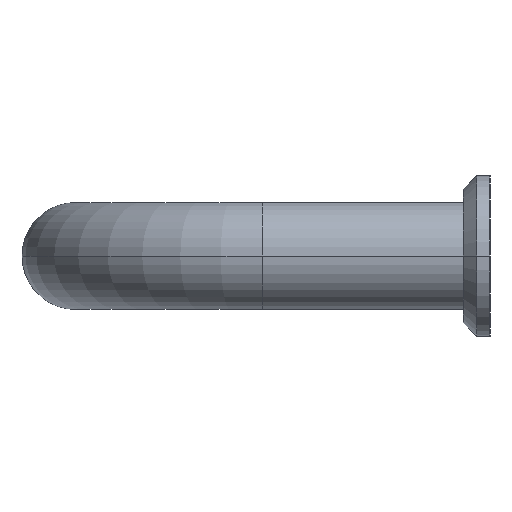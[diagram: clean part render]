
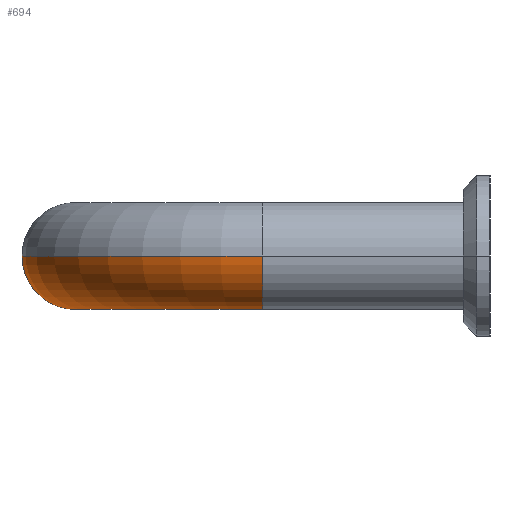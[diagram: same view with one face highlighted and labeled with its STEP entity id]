
A CAD part, left-side view. The second image highlights one B-rep face of the part: STEP entity #694.
In plain terms, the highlighted toroidal (fillet/blend) face has major radius 14 mm and minor radius 4 mm.
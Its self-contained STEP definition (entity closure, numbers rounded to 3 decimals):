
#286=EDGE_CURVE('',#394,#506,#792,.T.);
#296=VERTEX_POINT('',#805);
#394=VERTEX_POINT('',#912);
#458=VERTEX_POINT('',#985);
#502=VERTEX_POINT('',#1032);
#506=VERTEX_POINT('',#1036);
#628=EDGE_CURVE('',#458,#296,#1180,.T.);
#664=EDGE_CURVE('',#296,#502,#1222,.T.);
#694=ADVANCED_FACE('',(#1256),#1257,.T.);
#712=EDGE_CURVE('',#394,#502,#1275,.T.);
#756=EDGE_CURVE('',#506,#458,#1326,.T.);
#792=CIRCLE('',#1358,10.0);
#805=CARTESIAN_POINT('',(14.0,35.0,0.));
#912=CARTESIAN_POINT('',(4.0,17.0,0.0));
#985=CARTESIAN_POINT('',(14.0,31.0,-4.0));
#1032=CARTESIAN_POINT('',(-4.0,17.0,0.));
#1036=CARTESIAN_POINT('',(14.0,27.0,0.));
#1180=CIRCLE('',#1859,4.0);
#1222=CIRCLE('',#1915,18.0);
#1256=FACE_OUTER_BOUND('',#1956,.T.);
#1257=TOROIDAL_SURFACE('',#1957,14.0,4.0);
#1275=CIRCLE('',#1983,4.0);
#1326=CIRCLE('',#2045,4.0);
#1358=AXIS2_PLACEMENT_3D('',#2062,#2063,#2064);
#1859=AXIS2_PLACEMENT_3D('',#2563,#2564,#2565);
#1915=AXIS2_PLACEMENT_3D('',#2619,#2620,#2621);
#1956=EDGE_LOOP('',(#2666,#2667,#2668,#2669,#2670));
#1957=AXIS2_PLACEMENT_3D('',#2671,#2672,#2673);
#1983=AXIS2_PLACEMENT_3D('',#2685,#2686,#2687);
#2045=AXIS2_PLACEMENT_3D('',#2752,#2753,#2754);
#2062=CARTESIAN_POINT('',(14.0,17.0,0.));
#2063=DIRECTION('',(0.0,0.0,-1.0));
#2064=DIRECTION('',(1.0,0.0,0.0));
#2563=CARTESIAN_POINT('',(14.0,31.0,0.0));
#2564=DIRECTION('',(1.0,0.0,0.0));
#2565=DIRECTION('',(0.0,1.0,0.0));
#2619=CARTESIAN_POINT('',(14.0,17.0,0.));
#2620=DIRECTION('',(0.0,0.0,1.0));
#2621=DIRECTION('',(1.0,0.0,0.0));
#2666=ORIENTED_EDGE('',*,*,#664,.F.);
#2667=ORIENTED_EDGE('',*,*,#628,.F.);
#2668=ORIENTED_EDGE('',*,*,#756,.F.);
#2669=ORIENTED_EDGE('',*,*,#286,.F.);
#2670=ORIENTED_EDGE('',*,*,#712,.T.);
#2671=CARTESIAN_POINT('',(14.0,17.0,0.0));
#2672=DIRECTION('',(0.0,0.0,1.0));
#2673=DIRECTION('',(1.0,0.0,0.0));
#2685=CARTESIAN_POINT('',(0.0,17.0,0.0));
#2686=DIRECTION('',(-0.0,1.0,0.0));
#2687=DIRECTION('',(1.0,0.0,0.0));
#2752=CARTESIAN_POINT('',(14.0,31.0,0.0));
#2753=DIRECTION('',(1.0,0.0,0.0));
#2754=DIRECTION('',(0.0,1.0,0.0));
